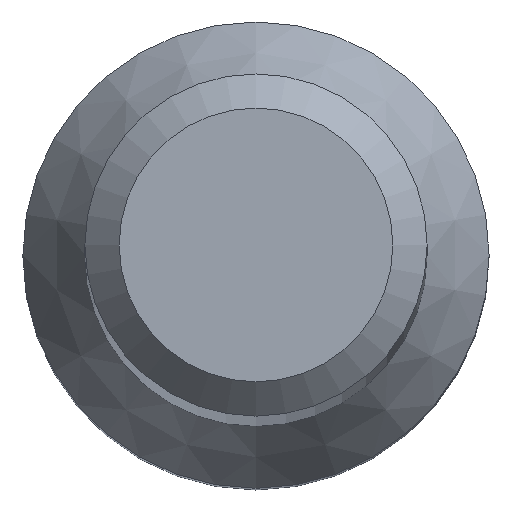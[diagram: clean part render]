
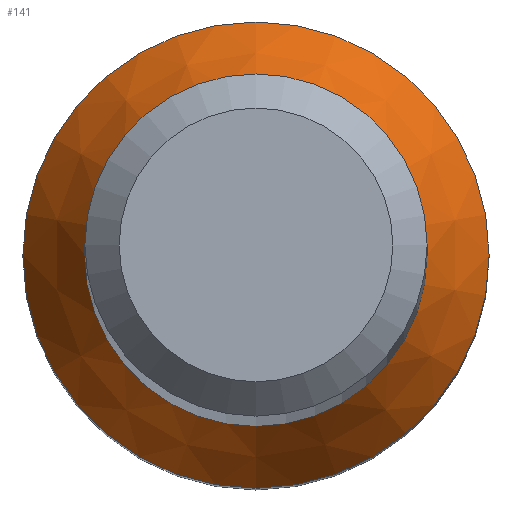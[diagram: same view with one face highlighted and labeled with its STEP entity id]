
A CAD part, top view. The second image highlights one B-rep face of the part: STEP entity #141.
In plain terms, the highlighted conical face has half-angle 30 degrees and reference radius 2.725 mm.
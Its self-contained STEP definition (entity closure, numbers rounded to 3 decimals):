
#7 = DIRECTION ( 'NONE',  ( 0., 0., -1. ) ) ;
#20 = AXIS2_PLACEMENT_3D ( 'NONE', #216, #218, #95 ) ;
#22 = CARTESIAN_POINT ( 'NONE',  ( 0., 0., 12. ) ) ;
#41 = CARTESIAN_POINT ( 'NONE',  ( 0., 2.725, 12. ) ) ;
#51 = EDGE_CURVE ( 'NONE', #132, #132, #184, .T. ) ;
#61 = DIRECTION ( 'NONE',  ( 0., 0., -1. ) ) ;
#75 = DIRECTION ( 'NONE',  ( 0., 1., 0. ) ) ;
#95 = DIRECTION ( 'NONE',  ( 0., 1., 0. ) ) ;
#100 = EDGE_CURVE ( 'NONE', #196, #196, #123, .T. ) ;
#123 = CIRCLE ( 'NONE', #20, 2. ) ;
#129 = DIRECTION ( 'NONE',  ( 0., 1., 0. ) ) ;
#131 = CONICAL_SURFACE ( 'NONE', #192, 2.725, 0.524 ) ;
#132 = VERTEX_POINT ( 'NONE', #41 ) ;
#138 = AXIS2_PLACEMENT_3D ( 'NONE', #22, #61, #129 ) ;
#141 = ADVANCED_FACE ( 'NONE', ( #238, #157 ), #131, .T. ) ;
#144 = ORIENTED_EDGE ( 'NONE', *, *, #51, .F. ) ;
#153 = CARTESIAN_POINT ( 'NONE',  ( 0., 0., 12. ) ) ;
#157 = FACE_OUTER_BOUND ( 'NONE', #162, .T. ) ;
#162 = EDGE_LOOP ( 'NONE', ( #144 ) ) ;
#182 = ORIENTED_EDGE ( 'NONE', *, *, #100, .T. ) ;
#184 = CIRCLE ( 'NONE', #138, 2.725 ) ;
#192 = AXIS2_PLACEMENT_3D ( 'NONE', #153, #7, #75 ) ;
#196 = VERTEX_POINT ( 'NONE', #205 ) ;
#205 = CARTESIAN_POINT ( 'NONE',  ( 0., 2., 13.256 ) ) ;
#216 = CARTESIAN_POINT ( 'NONE',  ( 0., 0., 13.256 ) ) ;
#218 = DIRECTION ( 'NONE',  ( 0., 0., -1. ) ) ;
#223 = EDGE_LOOP ( 'NONE', ( #182 ) ) ;
#238 = FACE_BOUND ( 'NONE', #223, .T. ) ;
